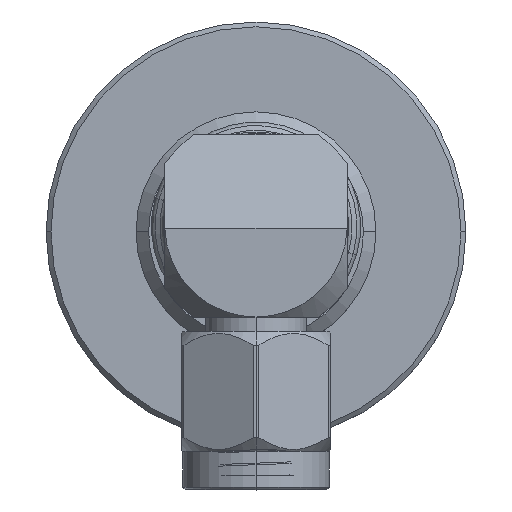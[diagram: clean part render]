
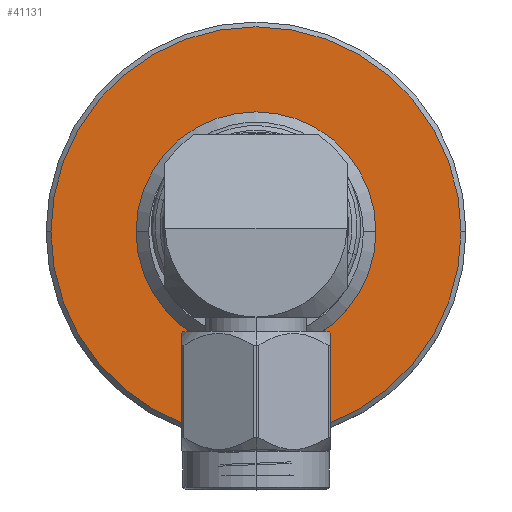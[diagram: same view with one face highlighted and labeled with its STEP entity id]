
A CAD part, top view. The second image highlights one B-rep face of the part: STEP entity #41131.
In plain terms, the highlighted face is planar.
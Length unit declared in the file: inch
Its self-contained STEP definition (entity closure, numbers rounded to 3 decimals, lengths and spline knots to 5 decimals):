
#2973 = AXIS2_PLACEMENT_3D ( 'NONE', #110485, #59500, #94439 ) ;
#13270 = CIRCLE ( 'NONE', #37284, 0.25 ) ;
#14608 = DIRECTION ( 'NONE',  ( 0., 0., 1. ) ) ;
#16590 = DIRECTION ( 'NONE',  ( 1., 0., 0. ) ) ;
#21978 = CARTESIAN_POINT ( 'NONE',  ( 1.05492, 0., 0.4275 ) ) ;
#24524 = CARTESIAN_POINT ( 'NONE',  ( 1.05492, 0., 0. ) ) ;
#25490 = EDGE_LOOP ( 'NONE', ( #81126, #40198 ) ) ;
#29961 = CARTESIAN_POINT ( 'NONE',  ( 1.05492, 0., -0.25 ) ) ;
#33479 = FACE_BOUND ( 'NONE', #25490, .T. ) ;
#33680 = DIRECTION ( 'NONE',  ( -1., 0., 0. ) ) ;
#37284 = AXIS2_PLACEMENT_3D ( 'NONE', #50280, #110410, #48024 ) ;
#40198 = ORIENTED_EDGE ( 'NONE', *, *, #58596, .T. ) ;
#41131 = ADVANCED_FACE ( 'NONE', ( #58132, #33479 ), #42070, .F. ) ;
#42070 = PLANE ( 'NONE',  #103711 ) ;
#45023 = EDGE_LOOP ( 'NONE', ( #59069, #47486 ) ) ;
#46790 = CIRCLE ( 'NONE', #48617, 0.4275 ) ;
#47486 = ORIENTED_EDGE ( 'NONE', *, *, #62147, .T. ) ;
#48024 = DIRECTION ( 'NONE',  ( 0., 0., 1. ) ) ;
#48227 = VERTEX_POINT ( 'NONE', #29961 ) ;
#48617 = AXIS2_PLACEMENT_3D ( 'NONE', #104209, #16590, #77890 ) ;
#48698 = CIRCLE ( 'NONE', #2973, 0.4275 ) ;
#50175 = AXIS2_PLACEMENT_3D ( 'NONE', #24524, #33680, #50309 ) ;
#50280 = CARTESIAN_POINT ( 'NONE',  ( 1.05492, 0., 0. ) ) ;
#50309 = DIRECTION ( 'NONE',  ( 0., 0., 1. ) ) ;
#57859 = VERTEX_POINT ( 'NONE', #96175 ) ;
#58132 = FACE_OUTER_BOUND ( 'NONE', #45023, .T. ) ;
#58596 = EDGE_CURVE ( 'NONE', #48227, #60497, #70280, .T. ) ;
#59069 = ORIENTED_EDGE ( 'NONE', *, *, #67884, .T. ) ;
#59500 = DIRECTION ( 'NONE',  ( 1., 0., 0. ) ) ;
#60497 = VERTEX_POINT ( 'NONE', #62508 ) ;
#62147 = EDGE_CURVE ( 'NONE', #57859, #91580, #46790, .T. ) ;
#62508 = CARTESIAN_POINT ( 'NONE',  ( 1.05492, 0., 0.25 ) ) ;
#67291 = DIRECTION ( 'NONE',  ( -1., 0., 0. ) ) ;
#67884 = EDGE_CURVE ( 'NONE', #91580, #57859, #48698, .T. ) ;
#70280 = CIRCLE ( 'NONE', #50175, 0.25 ) ;
#77890 = DIRECTION ( 'NONE',  ( 0., 0., 1. ) ) ;
#81126 = ORIENTED_EDGE ( 'NONE', *, *, #94496, .T. ) ;
#91580 = VERTEX_POINT ( 'NONE', #21978 ) ;
#93074 = CARTESIAN_POINT ( 'NONE',  ( 1.05492, 0.25, 0. ) ) ;
#94439 = DIRECTION ( 'NONE',  ( 0., 0., 1. ) ) ;
#94496 = EDGE_CURVE ( 'NONE', #60497, #48227, #13270, .T. ) ;
#96175 = CARTESIAN_POINT ( 'NONE',  ( 1.05492, 0., -0.4275 ) ) ;
#103711 = AXIS2_PLACEMENT_3D ( 'NONE', #93074, #67291, #14608 ) ;
#104209 = CARTESIAN_POINT ( 'NONE',  ( 1.05492, 0., 0. ) ) ;
#110410 = DIRECTION ( 'NONE',  ( -1., 0., 0. ) ) ;
#110485 = CARTESIAN_POINT ( 'NONE',  ( 1.05492, 0., 0. ) ) ;
